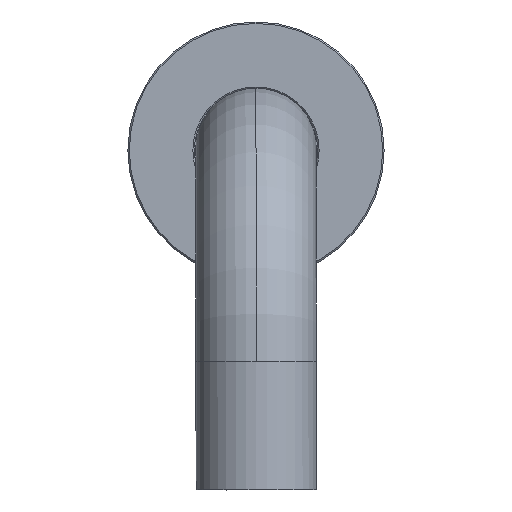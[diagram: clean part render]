
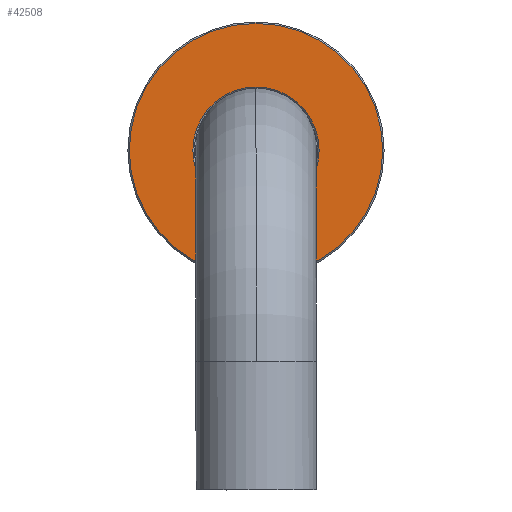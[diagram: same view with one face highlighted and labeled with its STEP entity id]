
A CAD part, top view. The second image highlights one B-rep face of the part: STEP entity #42508.
In plain terms, the highlighted planar face has unit normal (0, 0, 1).
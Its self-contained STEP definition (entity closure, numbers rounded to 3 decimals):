
#716 = AXIS2_PLACEMENT_3D ( 'NONE', #26150, #2475, #30113 ) ;
#1097 = AXIS2_PLACEMENT_3D ( 'NONE', #1568, #21540, #48230 ) ;
#1445 = CIRCLE ( 'NONE', #716, 13.3 ) ;
#1568 = CARTESIAN_POINT ( 'NONE',  ( 26.7, 0., 10. ) ) ;
#2475 = DIRECTION ( 'NONE',  ( 0., 0., -1. ) ) ;
#2536 = EDGE_LOOP ( 'NONE', ( #10694, #38903 ) ) ;
#10198 = ORIENTED_EDGE ( 'NONE', *, *, #32535, .T. ) ;
#10694 = ORIENTED_EDGE ( 'NONE', *, *, #28681, .F. ) ;
#11571 = PLANE ( 'NONE',  #1097 ) ;
#12158 = CIRCLE ( 'NONE', #21059, 13.3 ) ;
#16866 = CIRCLE ( 'NONE', #33705, 26.7 ) ;
#17444 = EDGE_CURVE ( 'NONE', #43330, #33236, #41357, .T. ) ;
#19131 = CARTESIAN_POINT ( 'NONE',  ( 13.3, 0., 10. ) ) ;
#19255 = EDGE_CURVE ( 'NONE', #25527, #37591, #12158, .T. ) ;
#21059 = AXIS2_PLACEMENT_3D ( 'NONE', #29162, #29028, #28985 ) ;
#21540 = DIRECTION ( 'NONE',  ( 0., 0., -1. ) ) ;
#22004 = DIRECTION ( 'NONE',  ( 0., 0., -1. ) ) ;
#25527 = VERTEX_POINT ( 'NONE', #34650 ) ;
#26150 = CARTESIAN_POINT ( 'NONE',  ( 0., 0., 10. ) ) ;
#26597 = EDGE_LOOP ( 'NONE', ( #10198, #39120 ) ) ;
#28681 = EDGE_CURVE ( 'NONE', #33236, #43330, #16866, .T. ) ;
#28985 = DIRECTION ( 'NONE',  ( -1., 0., 0. ) ) ;
#29028 = DIRECTION ( 'NONE',  ( 0., 0., -1. ) ) ;
#29162 = CARTESIAN_POINT ( 'NONE',  ( 0., 0., 10. ) ) ;
#30113 = DIRECTION ( 'NONE',  ( -1., 0., 0. ) ) ;
#32535 = EDGE_CURVE ( 'NONE', #37591, #25527, #1445, .T. ) ;
#33236 = VERTEX_POINT ( 'NONE', #46003 ) ;
#33705 = AXIS2_PLACEMENT_3D ( 'NONE', #44840, #22004, #48670 ) ;
#34650 = CARTESIAN_POINT ( 'NONE',  ( -13.3, 0., 10. ) ) ;
#34836 = CARTESIAN_POINT ( 'NONE',  ( 26.7, 0., 10. ) ) ;
#34877 = FACE_OUTER_BOUND ( 'NONE', #2536, .T. ) ;
#37591 = VERTEX_POINT ( 'NONE', #19131 ) ;
#38903 = ORIENTED_EDGE ( 'NONE', *, *, #17444, .F. ) ;
#39120 = ORIENTED_EDGE ( 'NONE', *, *, #19255, .T. ) ;
#39970 = CARTESIAN_POINT ( 'NONE',  ( 0., 0., 10. ) ) ;
#41357 = CIRCLE ( 'NONE', #44585, 26.7 ) ;
#42508 = ADVANCED_FACE ( 'NONE', ( #34877, #44817 ), #11571, .F. ) ;
#43330 = VERTEX_POINT ( 'NONE', #34836 ) ;
#44585 = AXIS2_PLACEMENT_3D ( 'NONE', #39970, #46010, #46281 ) ;
#44817 = FACE_BOUND ( 'NONE', #26597, .T. ) ;
#44840 = CARTESIAN_POINT ( 'NONE',  ( 0., 0., 10. ) ) ;
#46003 = CARTESIAN_POINT ( 'NONE',  ( -26.7, 0., 10. ) ) ;
#46010 = DIRECTION ( 'NONE',  ( 0., 0., -1. ) ) ;
#46281 = DIRECTION ( 'NONE',  ( -1., 0., 0. ) ) ;
#48230 = DIRECTION ( 'NONE',  ( -1., 0., 0. ) ) ;
#48670 = DIRECTION ( 'NONE',  ( -1., 0., 0. ) ) ;
